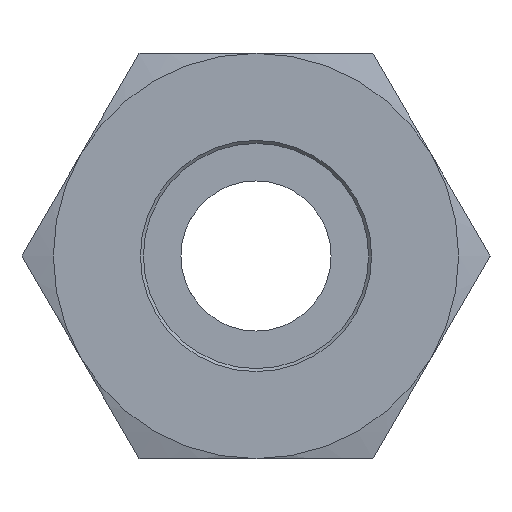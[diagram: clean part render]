
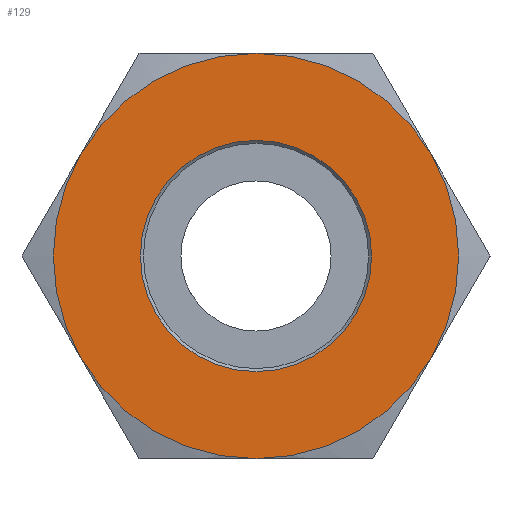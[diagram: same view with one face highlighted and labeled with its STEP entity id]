
A CAD part, left-side view. The second image highlights one B-rep face of the part: STEP entity #129.
In plain terms, the highlighted planar face has unit normal (-1, 0, 0).
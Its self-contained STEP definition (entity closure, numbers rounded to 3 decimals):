
#129 = ADVANCED_FACE( '', ( #274, #275 ), #276, .F. );
#274 = FACE_OUTER_BOUND( '', #457, .T. );
#275 = FACE_BOUND( '', #458, .T. );
#276 = PLANE( '', #459 );
#457 = EDGE_LOOP( '', ( #911, #912, #913, #914, #915, #916 ) );
#458 = EDGE_LOOP( '', ( #917 ) );
#459 = AXIS2_PLACEMENT_3D( '', #918, #919, #920 );
#911 = ORIENTED_EDGE( '', *, *, #1209, .F. );
#912 = ORIENTED_EDGE( '', *, *, #1210, .F. );
#913 = ORIENTED_EDGE( '', *, *, #1208, .F. );
#914 = ORIENTED_EDGE( '', *, *, #1211, .F. );
#915 = ORIENTED_EDGE( '', *, *, #1207, .F. );
#916 = ORIENTED_EDGE( '', *, *, #1206, .F. );
#917 = ORIENTED_EDGE( '', *, *, #1212, .T. );
#918 = CARTESIAN_POINT( '', ( -24., 0., 0. ) );
#919 = DIRECTION( '', ( 1., 0., 0. ) );
#920 = DIRECTION( '', ( 0., 0., -1. ) );
#1206 = EDGE_CURVE( '', #1263, #1450, #1454, .T. );
#1207 = EDGE_CURVE( '', #1450, #1251, #1455, .T. );
#1208 = EDGE_CURVE( '', #1239, #1283, #1456, .T. );
#1209 = EDGE_CURVE( '', #1275, #1263, #1457, .T. );
#1210 = EDGE_CURVE( '', #1283, #1275, #1458, .T. );
#1211 = EDGE_CURVE( '', #1251, #1239, #1459, .T. );
#1212 = EDGE_CURVE( '', #1460, #1460, #1461, .T. );
#1239 = VERTEX_POINT( '', #1505 );
#1251 = VERTEX_POINT( '', #1539 );
#1263 = VERTEX_POINT( '', #1577 );
#1275 = VERTEX_POINT( '', #1611 );
#1283 = VERTEX_POINT( '', #1640 );
#1450 = VERTEX_POINT( '', #2024 );
#1454 = CIRCLE( '', #2043, 13.5 );
#1455 = CIRCLE( '', #2044, 13.5 );
#1456 = CIRCLE( '', #2045, 13.5 );
#1457 = CIRCLE( '', #2046, 13.5 );
#1458 = CIRCLE( '', #2047, 13.5 );
#1459 = CIRCLE( '', #2048, 13.5 );
#1460 = VERTEX_POINT( '', #2049 );
#1461 = CIRCLE( '', #2050, 7.7 );
#1505 = CARTESIAN_POINT( '', ( -24., -11.691, -6.75 ) );
#1539 = CARTESIAN_POINT( '', ( -24., -11.691, 6.75 ) );
#1577 = CARTESIAN_POINT( '', ( -24., 11.691, 6.75 ) );
#1611 = CARTESIAN_POINT( '', ( -24., 11.691, -6.75 ) );
#1640 = CARTESIAN_POINT( '', ( -24., 0., -13.5 ) );
#2024 = CARTESIAN_POINT( '', ( -24., 0., 13.5 ) );
#2043 = AXIS2_PLACEMENT_3D( '', #2243, #2244, #2245 );
#2044 = AXIS2_PLACEMENT_3D( '', #2246, #2247, #2248 );
#2045 = AXIS2_PLACEMENT_3D( '', #2249, #2250, #2251 );
#2046 = AXIS2_PLACEMENT_3D( '', #2252, #2253, #2254 );
#2047 = AXIS2_PLACEMENT_3D( '', #2255, #2256, #2257 );
#2048 = AXIS2_PLACEMENT_3D( '', #2258, #2259, #2260 );
#2049 = CARTESIAN_POINT( '', ( -24., 0., -7.7 ) );
#2050 = AXIS2_PLACEMENT_3D( '', #2261, #2262, #2263 );
#2243 = CARTESIAN_POINT( '', ( -24., 0., 0. ) );
#2244 = DIRECTION( '', ( 1., 0., 0. ) );
#2245 = DIRECTION( '', ( 0., 0., -1. ) );
#2246 = CARTESIAN_POINT( '', ( -24., 0., 0. ) );
#2247 = DIRECTION( '', ( 1., 0., 0. ) );
#2248 = DIRECTION( '', ( 0., 0., -1. ) );
#2249 = CARTESIAN_POINT( '', ( -24., 0., 0. ) );
#2250 = DIRECTION( '', ( 1., 0., 0. ) );
#2251 = DIRECTION( '', ( 0., 0., -1. ) );
#2252 = CARTESIAN_POINT( '', ( -24., 0., 0. ) );
#2253 = DIRECTION( '', ( 1., 0., 0. ) );
#2254 = DIRECTION( '', ( 0., 0., -1. ) );
#2255 = CARTESIAN_POINT( '', ( -24., 0., 0. ) );
#2256 = DIRECTION( '', ( 1., 0., 0. ) );
#2257 = DIRECTION( '', ( 0., 0., -1. ) );
#2258 = CARTESIAN_POINT( '', ( -24., 0., 0. ) );
#2259 = DIRECTION( '', ( 1., 0., 0. ) );
#2260 = DIRECTION( '', ( 0., 0., -1. ) );
#2261 = CARTESIAN_POINT( '', ( -24., 0., 0. ) );
#2262 = DIRECTION( '', ( 1., 0., 0. ) );
#2263 = DIRECTION( '', ( 0., 0., -1. ) );
